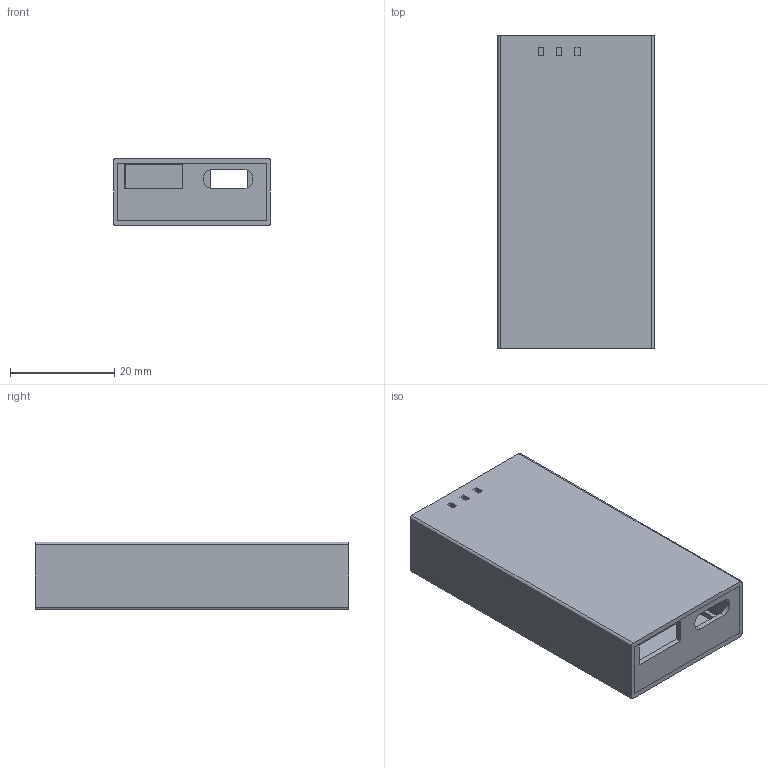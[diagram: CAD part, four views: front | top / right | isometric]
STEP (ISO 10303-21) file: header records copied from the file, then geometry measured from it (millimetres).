
FILE_DESCRIPTION(/* description */ ('KiCad electronic assembly'),/* implementation_level */ '2;1');
FILE_NAME(/* name */ 'LoRa_TM Case.step',/* time_stamp */ '2025-06-19T19:37:29+09:00',/* author */ (''),/* organization */ (''),/* preprocessor_version */ 'ST-DEVELOPER v20.1',/* originating_system */ 'Autodesk Translation Framework v14.10.0.0',/* authorisation */ '');
FILE_SCHEMA (('AUTOMOTIVE_DESIGN { 1 0 10303 214 3 1 1 }'));
Length unit declared in the file: millimetre
Products named in the file (3): LoRa_TM 1; Case; Case Top
Assembly tree (2 placements, depth 2):
  LoRa_TM 1
    Case
    Case Top
Bounding box: 30 x 60 x 13 mm (x, y, z)
Volume: 6320.1 mm3; surface area: 11191.9 mm2
Topology: 2 solids, 2 shells, 77 faces, 222 edges, 148 vertices
Faces by surface type: plane 69, cylinder 8
Entity records: 2609 total; most frequent: CARTESIAN_POINT 452, ORIENTED_EDGE 444, DIRECTION 402, EDGE_CURVE 222, LINE 206, VECTOR 206, VERTEX_POINT 148, AXIS2_PLACEMENT_3D 98
